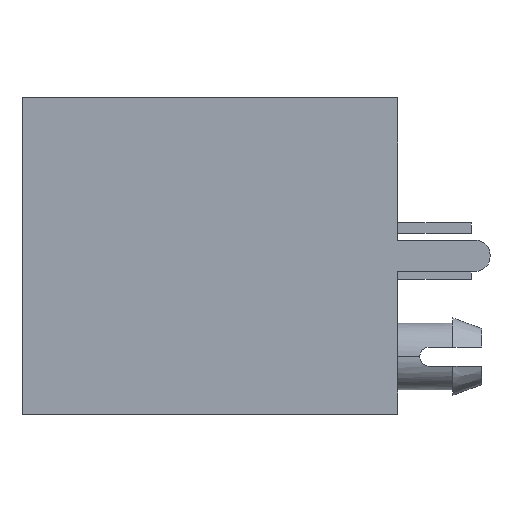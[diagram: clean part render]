
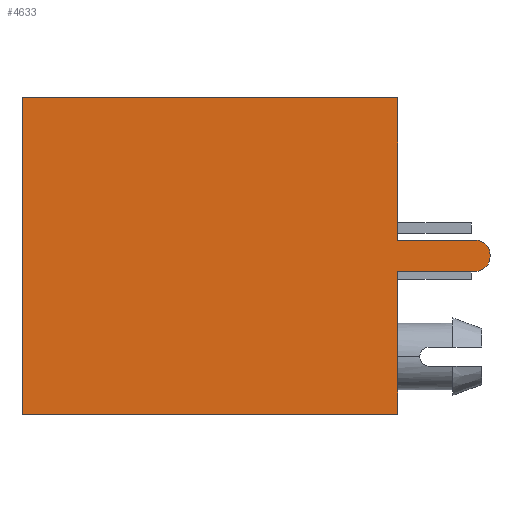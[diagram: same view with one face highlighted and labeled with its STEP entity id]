
A CAD part, left-side view. The second image highlights one B-rep face of the part: STEP entity #4633.
In plain terms, the highlighted planar face has unit normal (-1, 0, 0).
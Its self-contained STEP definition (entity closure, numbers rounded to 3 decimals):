
#14=DIRECTION('',(0.,-1.,0.));
#15=VECTOR('',#14,15.8);
#16=CARTESIAN_POINT('',(-8.3,7.9,-6.65));
#17=LINE('',#16,#15);
#92=DIRECTION('',(0.,0.,1.));
#93=VECTOR('',#92,6.01);
#94=CARTESIAN_POINT('',(-8.3,-7.9,-6.65));
#95=LINE('',#94,#93);
#108=DIRECTION('',(0.,0.,1.));
#109=VECTOR('',#108,5.99);
#110=CARTESIAN_POINT('',(-8.3,-7.9,0.66));
#111=LINE('',#110,#109);
#826=CARTESIAN_POINT('',(-8.3,-11.18,-0.04));
#827=DIRECTION('',(-1.,0.,0.));
#828=DIRECTION('',(0.,0.,-1.));
#829=AXIS2_PLACEMENT_3D('',#826,#827,#828);
#831=DIRECTION('',(0.,0.,1.));
#832=VECTOR('',#831,13.3);
#833=CARTESIAN_POINT('',(-8.3,7.9,-6.65));
#834=LINE('',#833,#832);
#835=DIRECTION('',(0.,-1.,0.));
#836=VECTOR('',#835,3.28);
#837=CARTESIAN_POINT('',(-8.3,-7.9,0.66));
#838=LINE('',#837,#836);
#839=CARTESIAN_POINT('',(-8.3,-11.18,0.06));
#840=DIRECTION('',(-1.,0.,0.));
#841=DIRECTION('',(0.,-1.,0.));
#842=AXIS2_PLACEMENT_3D('',#839,#840,#841);
#878=DIRECTION('',(0.,0.,-1.));
#879=VECTOR('',#878,0.1);
#880=CARTESIAN_POINT('',(-8.3,-11.78,0.06));
#881=LINE('',#880,#879);
#942=DIRECTION('',(0.,-1.,0.));
#943=VECTOR('',#942,15.8);
#944=CARTESIAN_POINT('',(-8.3,7.9,6.65));
#945=LINE('',#944,#943);
#2546=DIRECTION('',(0.,-1.,0.));
#2547=VECTOR('',#2546,3.28);
#2548=CARTESIAN_POINT('',(-8.3,-7.9,-0.64));
#2549=LINE('',#2548,#2547);
#2678=CARTESIAN_POINT('',(-8.3,7.9,-6.65));
#2679=CARTESIAN_POINT('',(-8.3,-7.9,-6.65));
#2680=VERTEX_POINT('',#2678);
#2681=VERTEX_POINT('',#2679);
#2686=CARTESIAN_POINT('',(-8.3,7.9,6.65));
#2687=CARTESIAN_POINT('',(-8.3,-7.9,6.65));
#2688=VERTEX_POINT('',#2686);
#2689=VERTEX_POINT('',#2687);
#2846=CARTESIAN_POINT('',(-8.3,-7.9,-0.64));
#2848=VERTEX_POINT('',#2846);
#2852=CARTESIAN_POINT('',(-8.3,-7.9,0.66));
#2853=VERTEX_POINT('',#2852);
#2874=CARTESIAN_POINT('',(-8.3,-11.18,-0.64));
#2875=VERTEX_POINT('',#2874);
#2876=CARTESIAN_POINT('',(-8.3,-11.78,-0.04));
#2877=VERTEX_POINT('',#2876);
#2878=CARTESIAN_POINT('',(-8.3,-11.78,0.06));
#2879=CARTESIAN_POINT('',(-8.3,-11.18,0.66));
#2880=VERTEX_POINT('',#2878);
#2881=VERTEX_POINT('',#2879);
#4609=CARTESIAN_POINT('',(-8.3,7.9,-6.65));
#4610=DIRECTION('',(-1.,0.,0.));
#4611=DIRECTION('',(0.,-1.,0.));
#4612=AXIS2_PLACEMENT_3D('',#4609,#4610,#4611);
#4613=PLANE('',#4612);
#4615=ORIENTED_EDGE('',*,*,#4614,.F.);
#4617=ORIENTED_EDGE('',*,*,#4616,.F.);
#4618=ORIENTED_EDGE('',*,*,#3560,.F.);
#4619=ORIENTED_EDGE('',*,*,#3549,.F.);
#4621=ORIENTED_EDGE('',*,*,#4620,.T.);
#4623=ORIENTED_EDGE('',*,*,#4622,.T.);
#4624=ORIENTED_EDGE('',*,*,#3568,.F.);
#4626=ORIENTED_EDGE('',*,*,#4625,.T.);
#4628=ORIENTED_EDGE('',*,*,#4627,.F.);
#4630=ORIENTED_EDGE('',*,*,#4629,.T.);
#4631=EDGE_LOOP('',(#4615,#4617,#4618,#4619,#4621,#4623,#4624,#4626,#4628,
#4630));
#4632=FACE_OUTER_BOUND('',#4631,.F.);
#830=CIRCLE('',#829,0.6);
#843=CIRCLE('',#842,0.6);
#3549=EDGE_CURVE('',#2680,#2681,#17,.T.);
#3560=EDGE_CURVE('',#2681,#2848,#95,.T.);
#3568=EDGE_CURVE('',#2853,#2689,#111,.T.);
#4614=EDGE_CURVE('',#2875,#2877,#830,.T.);
#4616=EDGE_CURVE('',#2848,#2875,#2549,.T.);
#4620=EDGE_CURVE('',#2680,#2688,#834,.T.);
#4622=EDGE_CURVE('',#2688,#2689,#945,.T.);
#4625=EDGE_CURVE('',#2853,#2881,#838,.T.);
#4627=EDGE_CURVE('',#2880,#2881,#843,.T.);
#4629=EDGE_CURVE('',#2880,#2877,#881,.T.);
#4633=ADVANCED_FACE('',(#4632),#4613,.T.);
